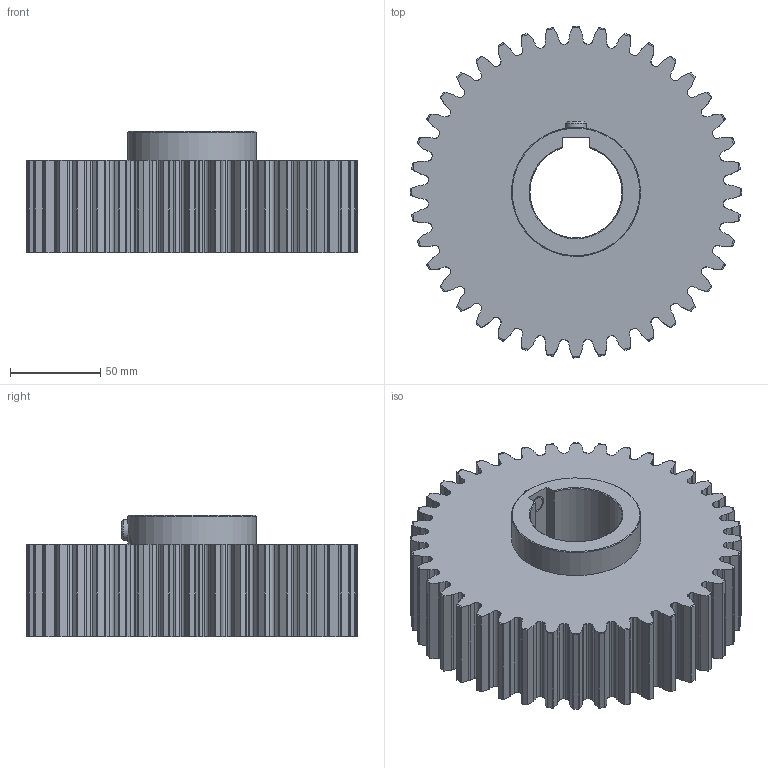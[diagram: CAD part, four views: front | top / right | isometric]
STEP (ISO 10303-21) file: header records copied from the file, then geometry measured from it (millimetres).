
FILE_DESCRIPTION(('FreeCAD Model'),'2;1');
FILE_NAME('Open CASCADE Shape Model','2025-04-29T17:03:30',('FreeCAD'),( 'FreeCAD'),'Open CASCADE STEP processor 7.6','FreeCAD','Unknown');
FILE_SCHEMA(('AUTOMOTIVE_DESIGN { 1 0 10303 214 1 1 1 1 }'));
Length unit declared in the file: millimetre
Products named in the file (1): Open CASCADE STEP translator 7.6 1
Bounding box: 184.08 x 184.08 x 67.21 mm (x, y, z)
Volume: 1142884 mm3; surface area: 114394 mm2
Topology: 2 solids, 2 shells, 593 faces, 1756 edges, 1168 vertices
Faces by surface type: bspline 593
Entity records: 19135 total; most frequent: CARTESIAN_POINT 10022, ORIENTED_EDGE 3510, EDGE_CURVE 1755, VERTEX_POINT 1168, B_SPLINE_CURVE_WITH_KNOTS 850, FACE_BOUND 599, EDGE_LOOP 599, ADVANCED_FACE 593
